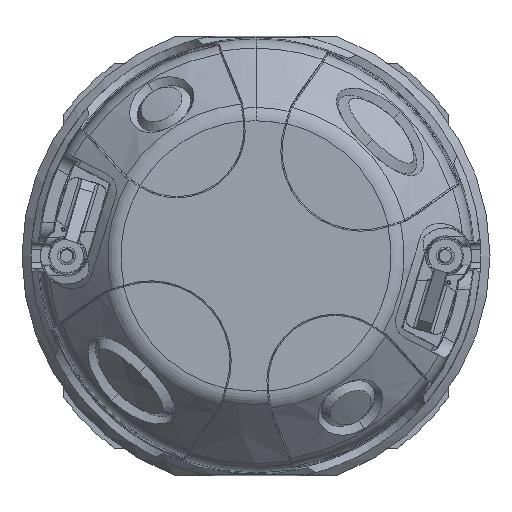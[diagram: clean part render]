
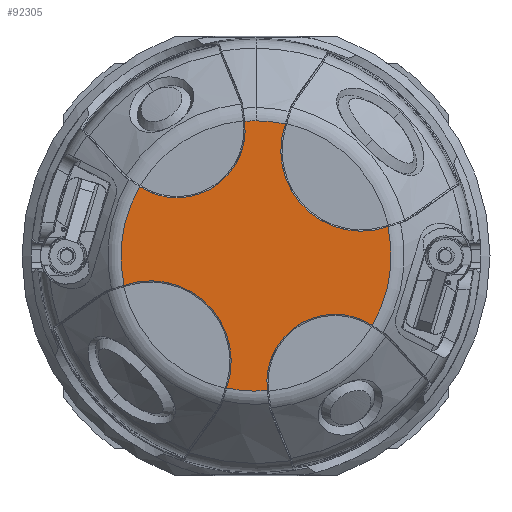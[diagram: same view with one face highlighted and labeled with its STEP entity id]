
A CAD part, front view. The second image highlights one B-rep face of the part: STEP entity #92305.
In plain terms, the highlighted planar face has unit normal (0, -1, 0).
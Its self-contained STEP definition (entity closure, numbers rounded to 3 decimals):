
#621 = DIRECTION ( 'NONE',  ( 0., 0., 1. ) ) ;
#1360 = CARTESIAN_POINT ( 'NONE',  ( 4.721, -2.5, 21.25 ) ) ;
#2508 = CIRCLE ( 'NONE', #143209, 10.975 ) ;
#4841 = DIRECTION ( 'NONE',  ( 0., 1., 0. ) ) ;
#5152 = CIRCLE ( 'NONE', #164412, 10.975 ) ;
#5885 = EDGE_CURVE ( 'NONE', #140672, #16436, #86263, .T. ) ;
#6485 = CARTESIAN_POINT ( 'NONE',  ( -12.718, -2.5, 20.353 ) ) ;
#7081 = ORIENTED_EDGE ( 'NONE', *, *, #27026, .T. ) ;
#7578 = ORIENTED_EDGE ( 'NONE', *, *, #150617, .T. ) ;
#8528 = CARTESIAN_POINT ( 'NONE',  ( -12.718, -2.5, 20.353 ) ) ;
#8961 = VERTEX_POINT ( 'NONE', #144800 ) ;
#13137 = DIRECTION ( 'NONE',  ( 0., 1., 0. ) ) ;
#13372 = ORIENTED_EDGE ( 'NONE', *, *, #142214, .F. ) ;
#16436 = VERTEX_POINT ( 'NONE', #137158 ) ;
#17636 = EDGE_CURVE ( 'NONE', #100260, #49804, #110009, .T. ) ;
#18486 = EDGE_CURVE ( 'NONE', #100260, #19080, #38283, .T. ) ;
#19080 = VERTEX_POINT ( 'NONE', #37390 ) ;
#19325 = VERTEX_POINT ( 'NONE', #1360 ) ;
#21279 = CARTESIAN_POINT ( 'NONE',  ( 12.718, -2.5, -9.378 ) ) ;
#27026 = EDGE_CURVE ( 'NONE', #140672, #123456, #2508, .T. ) ;
#28801 = DIRECTION ( 'NONE',  ( 0., 0., -1. ) ) ;
#30314 = DIRECTION ( 'NONE',  ( 0., 0., 1. ) ) ;
#32403 = DIRECTION ( 'NONE',  ( 0., 1., 0. ) ) ;
#34238 = CARTESIAN_POINT ( 'NONE',  ( -4.721, -2.5, -21.25 ) ) ;
#34393 = AXIS2_PLACEMENT_3D ( 'NONE', #146279, #32403, #81541 ) ;
#37390 = CARTESIAN_POINT ( 'NONE',  ( -18.696, -2.5, 11.149 ) ) ;
#38283 = CIRCLE ( 'NONE', #131242, 21.768 ) ;
#39863 = DIRECTION ( 'NONE',  ( 0., 0., 1. ) ) ;
#40637 = DIRECTION ( 'NONE',  ( 0., 0., 1. ) ) ;
#41018 = AXIS2_PLACEMENT_3D ( 'NONE', #89812, #89009, #39863 ) ;
#41675 = ORIENTED_EDGE ( 'NONE', *, *, #162744, .F. ) ;
#44419 = DIRECTION ( 'NONE',  ( 0., 0., -1. ) ) ;
#49045 = DIRECTION ( 'NONE',  ( 0., 0., 1. ) ) ;
#49804 = VERTEX_POINT ( 'NONE', #34238 ) ;
#53062 = AXIS2_PLACEMENT_3D ( 'NONE', #145842, #130141, #30314 ) ;
#53707 = ORIENTED_EDGE ( 'NONE', *, *, #106232, .T. ) ;
#54741 = AXIS2_PLACEMENT_3D ( 'NONE', #139585, #78051, #40637 ) ;
#59232 = AXIS2_PLACEMENT_3D ( 'NONE', #132141, #157043, #104781 ) ;
#59324 = DIRECTION ( 'NONE',  ( 0., 1., 0. ) ) ;
#64852 = CARTESIAN_POINT ( 'NONE',  ( 0., -2.5, 0. ) ) ;
#65947 = CARTESIAN_POINT ( 'NONE',  ( -1.825, -2.5, 21.692 ) ) ;
#66285 = ORIENTED_EDGE ( 'NONE', *, *, #126256, .T. ) ;
#68183 = ORIENTED_EDGE ( 'NONE', *, *, #5885, .F. ) ;
#72989 = DIRECTION ( 'NONE',  ( 0., 0., -1. ) ) ;
#73720 = CARTESIAN_POINT ( 'NONE',  ( 1.825, -2.5, -21.692 ) ) ;
#76266 = VERTEX_POINT ( 'NONE', #21279 ) ;
#77131 = CARTESIAN_POINT ( 'NONE',  ( -12.718, -2.5, 9.378 ) ) ;
#78051 = DIRECTION ( 'NONE',  ( 0., 1., 0. ) ) ;
#79660 = CIRCLE ( 'NONE', #53062, 12.975 ) ;
#81456 = FACE_OUTER_BOUND ( 'NONE', #105185, .T. ) ;
#81541 = DIRECTION ( 'NONE',  ( 0., 0., 1. ) ) ;
#86263 = CIRCLE ( 'NONE', #41018, 21.768 ) ;
#88132 = CARTESIAN_POINT ( 'NONE',  ( 12.718, -2.5, -20.353 ) ) ;
#88896 = EDGE_CURVE ( 'NONE', #16436, #19325, #119784, .T. ) ;
#89009 = DIRECTION ( 'NONE',  ( 0., 1., 0. ) ) ;
#89812 = CARTESIAN_POINT ( 'NONE',  ( 0., -2.5, 0. ) ) ;
#92305 = ADVANCED_FACE ( 'NONE', ( #81456 ), #106408, .F. ) ;
#93738 = CARTESIAN_POINT ( 'NONE',  ( -16.971, -2.5, -16.971 ) ) ;
#93917 = CIRCLE ( 'NONE', #149569, 10.975 ) ;
#93954 = DIRECTION ( 'NONE',  ( 0., 0., -1. ) ) ;
#95203 = CARTESIAN_POINT ( 'NONE',  ( -21.25, -2.5, -4.721 ) ) ;
#98773 = CARTESIAN_POINT ( 'NONE',  ( 0., -2.5, 0. ) ) ;
#100260 = VERTEX_POINT ( 'NONE', #95203 ) ;
#102581 = ORIENTED_EDGE ( 'NONE', *, *, #105088, .T. ) ;
#104781 = DIRECTION ( 'NONE',  ( 0., 0., 1. ) ) ;
#105088 = EDGE_CURVE ( 'NONE', #123456, #19080, #93917, .T. ) ;
#105185 = EDGE_LOOP ( 'NONE', ( #41675, #7578, #106170, #68183, #7081, #102581, #106747, #142555, #13372, #53707, #66285 ) ) ;
#106170 = ORIENTED_EDGE ( 'NONE', *, *, #88896, .F. ) ;
#106232 = EDGE_CURVE ( 'NONE', #127730, #76266, #126030, .T. ) ;
#106408 = PLANE ( 'NONE',  #59232 ) ;
#106747 = ORIENTED_EDGE ( 'NONE', *, *, #18486, .F. ) ;
#107825 = CIRCLE ( 'NONE', #54741, 21.768 ) ;
#110009 = CIRCLE ( 'NONE', #118082, 12.975 ) ;
#114686 = DIRECTION ( 'NONE',  ( 0., 0., 1. ) ) ;
#114739 = CARTESIAN_POINT ( 'NONE',  ( 18.696, -2.5, -11.149 ) ) ;
#118082 = AXIS2_PLACEMENT_3D ( 'NONE', #93738, #131113, #28801 ) ;
#119784 = CIRCLE ( 'NONE', #148913, 21.768 ) ;
#123456 = VERTEX_POINT ( 'NONE', #77131 ) ;
#126030 = CIRCLE ( 'NONE', #163034, 10.975 ) ;
#126256 = EDGE_CURVE ( 'NONE', #76266, #127120, #5152, .T. ) ;
#127120 = VERTEX_POINT ( 'NONE', #114739 ) ;
#127730 = VERTEX_POINT ( 'NONE', #73720 ) ;
#130141 = DIRECTION ( 'NONE',  ( 0., 1., 0. ) ) ;
#131113 = DIRECTION ( 'NONE',  ( 0., 1., 0. ) ) ;
#131242 = AXIS2_PLACEMENT_3D ( 'NONE', #98773, #149400, #72989 ) ;
#132141 = CARTESIAN_POINT ( 'NONE',  ( 0., -2.5, -21.768 ) ) ;
#137158 = CARTESIAN_POINT ( 'NONE',  ( 0., -2.5, 21.768 ) ) ;
#139585 = CARTESIAN_POINT ( 'NONE',  ( 0., -2.5, 0. ) ) ;
#140672 = VERTEX_POINT ( 'NONE', #65947 ) ;
#142214 = EDGE_CURVE ( 'NONE', #127730, #49804, #107825, .T. ) ;
#142555 = ORIENTED_EDGE ( 'NONE', *, *, #17636, .T. ) ;
#143209 = AXIS2_PLACEMENT_3D ( 'NONE', #6485, #4841, #93954 ) ;
#144800 = CARTESIAN_POINT ( 'NONE',  ( 21.25, -2.5, 4.721 ) ) ;
#145842 = CARTESIAN_POINT ( 'NONE',  ( 16.971, -2.5, 16.971 ) ) ;
#146279 = CARTESIAN_POINT ( 'NONE',  ( 0., -2.5, 0. ) ) ;
#148543 = CIRCLE ( 'NONE', #34393, 21.768 ) ;
#148913 = AXIS2_PLACEMENT_3D ( 'NONE', #64852, #151263, #49045 ) ;
#149400 = DIRECTION ( 'NONE',  ( 0., 1., 0. ) ) ;
#149569 = AXIS2_PLACEMENT_3D ( 'NONE', #8528, #59324, #44419 ) ;
#150302 = CARTESIAN_POINT ( 'NONE',  ( 12.718, -2.5, -20.353 ) ) ;
#150617 = EDGE_CURVE ( 'NONE', #8961, #19325, #79660, .T. ) ;
#151189 = DIRECTION ( 'NONE',  ( 0., 1., 0. ) ) ;
#151263 = DIRECTION ( 'NONE',  ( 0., 1., 0. ) ) ;
#157043 = DIRECTION ( 'NONE',  ( 0., 1., 0. ) ) ;
#162744 = EDGE_CURVE ( 'NONE', #8961, #127120, #148543, .T. ) ;
#163034 = AXIS2_PLACEMENT_3D ( 'NONE', #150302, #13137, #621 ) ;
#164412 = AXIS2_PLACEMENT_3D ( 'NONE', #88132, #151189, #114686 ) ;
